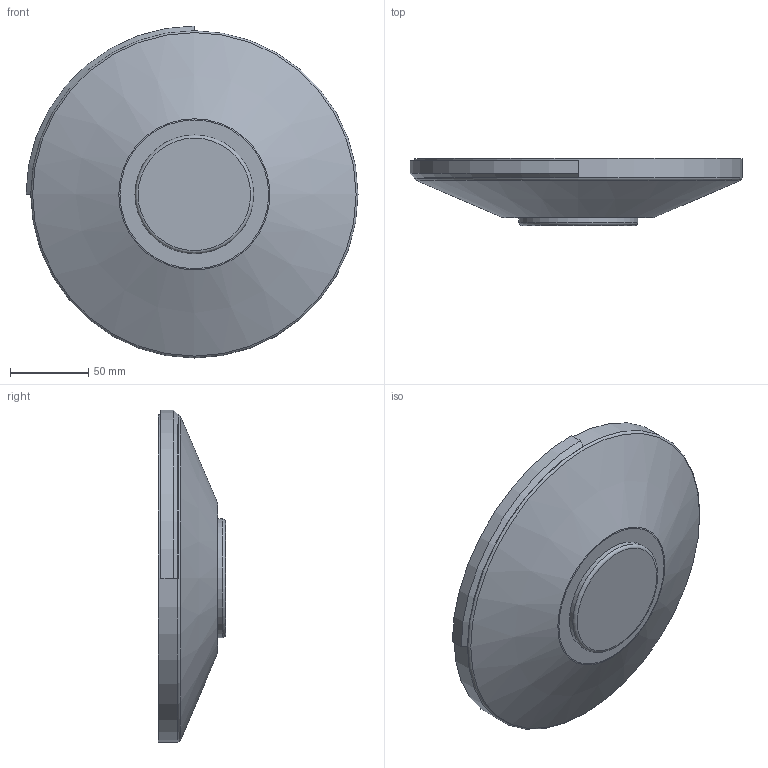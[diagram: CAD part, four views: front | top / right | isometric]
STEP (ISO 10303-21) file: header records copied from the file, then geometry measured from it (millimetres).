
FILE_DESCRIPTION(/* description */ (''),/* implementation_level */ '2;1');
FILE_NAME(/* name */ 'tányér.stp',/* time_stamp */ '2023-02-15T12:59:29+01:00',/* author */ ('krist'),/* organization */ (''),/* preprocessor_version */ 'ST-DEVELOPER v18.1',/* originating_system */ 'Autodesk Inventor 2022',/* authorisation */ '');
FILE_SCHEMA (('AUTOMOTIVE_DESIGN { 1 0 10303 214 3 1 1 }'));
Length unit declared in the file: millimetre
Products named in the file (1): tányér
Bounding box: 212 x 42.8 x 212 mm (x, y, z)
Volume: 158136.7 mm3; surface area: 91147.5 mm2
Topology: 1 solids, 1 shells, 18 faces, 35 edges, 21 vertices
Faces by surface type: plane 7, cylinder 5, cone 3, torus 3
Full cylindrical faces by diameter (mm): 75.8 x1, 203 x1, 209 x1
Entity records: 504 total; most frequent: DIRECTION 93, CARTESIAN_POINT 75, ORIENTED_EDGE 70, AXIS2_PLACEMENT_3D 39, EDGE_CURVE 35, VERTEX_POINT 21, EDGE_LOOP 20, CIRCLE 20
